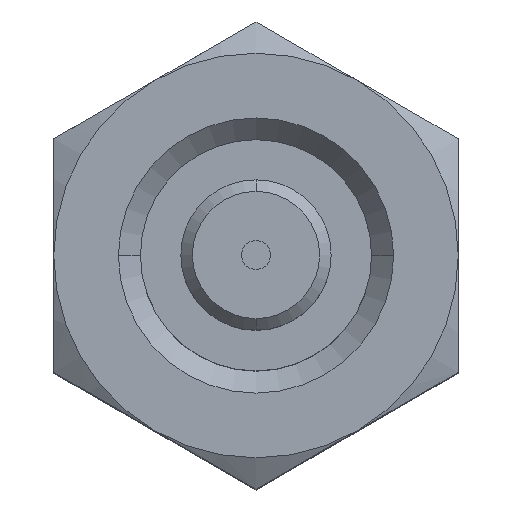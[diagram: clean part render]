
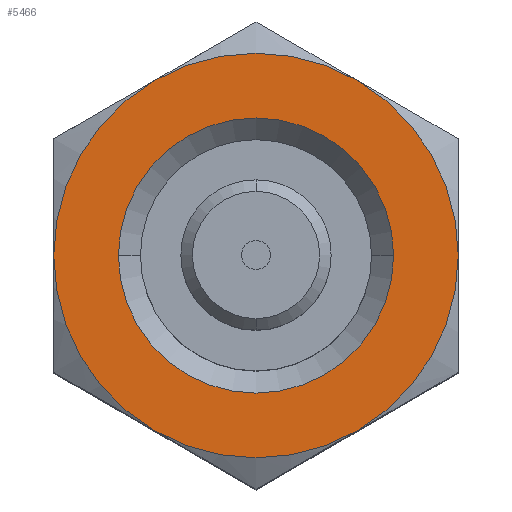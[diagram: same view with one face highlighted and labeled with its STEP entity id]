
A CAD part, top view. The second image highlights one B-rep face of the part: STEP entity #5466.
In plain terms, the highlighted planar face has unit normal (0, 0, 1).
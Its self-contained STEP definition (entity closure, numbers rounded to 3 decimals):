
#832=CARTESIAN_POINT('',(0.,0.,-5.566));
#833=DIRECTION('',(0.,0.,-1.));
#834=DIRECTION('',(0.5,-0.866,0.));
#835=AXIS2_PLACEMENT_3D('',#832,#833,#834);
#837=CARTESIAN_POINT('',(0.,0.,-5.566));
#838=DIRECTION('',(0.,0.,-1.));
#839=DIRECTION('',(0.,-1.,0.));
#840=AXIS2_PLACEMENT_3D('',#837,#838,#839);
#842=CARTESIAN_POINT('',(0.,0.,-5.566));
#843=DIRECTION('',(0.,0.,-1.));
#844=DIRECTION('',(-0.5,-0.866,0.));
#845=AXIS2_PLACEMENT_3D('',#842,#843,#844);
#847=CARTESIAN_POINT('',(0.,0.,-5.566));
#848=DIRECTION('',(0.,0.,-1.));
#849=DIRECTION('',(-1.,0.,0.));
#850=AXIS2_PLACEMENT_3D('',#847,#848,#849);
#852=CARTESIAN_POINT('',(0.,0.,-5.566));
#853=DIRECTION('',(0.,0.,-1.));
#854=DIRECTION('',(-0.5,0.866,0.));
#855=AXIS2_PLACEMENT_3D('',#852,#853,#854);
#857=CARTESIAN_POINT('',(0.,0.,-5.566));
#858=DIRECTION('',(0.,0.,-1.));
#859=DIRECTION('',(0.,1.,0.));
#860=AXIS2_PLACEMENT_3D('',#857,#858,#859);
#862=CARTESIAN_POINT('',(0.,0.,-5.566));
#863=DIRECTION('',(0.,0.,-1.));
#864=DIRECTION('',(0.5,0.866,0.));
#865=AXIS2_PLACEMENT_3D('',#862,#863,#864);
#867=CARTESIAN_POINT('',(0.,0.,-5.566));
#868=DIRECTION('',(0.,0.,-1.));
#869=DIRECTION('',(1.,0.,0.));
#870=AXIS2_PLACEMENT_3D('',#867,#868,#869);
#896=CARTESIAN_POINT('',(-3.5,0.,-5.566));
#920=CARTESIAN_POINT('',(-1.75,3.031,-5.566));
#996=CARTESIAN_POINT('',(0.,0.,-5.566));
#997=DIRECTION('',(0.,0.,-1.));
#998=DIRECTION('',(-1.,0.,0.));
#999=AXIS2_PLACEMENT_3D('',#996,#997,#998);
#1033=CARTESIAN_POINT('',(0.,0.,-5.566));
#1034=DIRECTION('',(0.,0.,-1.));
#1035=DIRECTION('',(1.,0.,0.));
#1036=AXIS2_PLACEMENT_3D('',#1033,#1034,#1035);
#4374=VERTEX_POINT('',#920);
#4375=VERTEX_POINT('',#896);
#4377=CARTESIAN_POINT('',(-1.75,-3.031,-5.566));
#4378=VERTEX_POINT('',#4377);
#4379=CARTESIAN_POINT('',(1.75,3.031,-5.566));
#4380=CARTESIAN_POINT('',(3.5,0.,-5.566));
#4381=VERTEX_POINT('',#4379);
#4382=VERTEX_POINT('',#4380);
#4384=CARTESIAN_POINT('',(1.75,-3.031,-5.566));
#4385=VERTEX_POINT('',#4384);
#4388=CARTESIAN_POINT('',(0.,-3.5,-5.566));
#4389=VERTEX_POINT('',#4388);
#4390=CARTESIAN_POINT('',(0.,3.5,-5.566));
#4391=VERTEX_POINT('',#4390);
#4408=CARTESIAN_POINT('',(2.38,0.,
-5.566));
#4409=VERTEX_POINT('',#4408);
#4410=CARTESIAN_POINT('',(-2.38,0.,
-5.566));
#4411=VERTEX_POINT('',#4410);
#5439=CARTESIAN_POINT('',(0.,0.,-5.566));
#5440=DIRECTION('',(0.,0.,-1.));
#5441=DIRECTION('',(1.,0.,0.));
#5442=AXIS2_PLACEMENT_3D('',#5439,#5440,#5441);
#5443=PLANE('',#5442);
#5444=ORIENTED_EDGE('',*,*,#5427,.T.);
#5445=ORIENTED_EDGE('',*,*,#5425,.T.);
#5447=ORIENTED_EDGE('',*,*,#5446,.T.);
#5449=ORIENTED_EDGE('',*,*,#5448,.T.);
#5451=ORIENTED_EDGE('',*,*,#5450,.T.);
#5453=ORIENTED_EDGE('',*,*,#5452,.T.);
#5455=ORIENTED_EDGE('',*,*,#5454,.T.);
#5457=ORIENTED_EDGE('',*,*,#5456,.T.);
#5458=EDGE_LOOP('',(#5444,#5445,#5447,#5449,#5451,#5453,#5455,#5457));
#5459=FACE_OUTER_BOUND('',#5458,.F.);
#5461=ORIENTED_EDGE('',*,*,#5460,.F.);
#5463=ORIENTED_EDGE('',*,*,#5462,.F.);
#5464=EDGE_LOOP('',(#5461,#5463));
#5465=FACE_BOUND('',#5464,.F.);
#5466=ADVANCED_FACE('',(#5459,#5465),#5443,.F.);
#836=CIRCLE('',#835,3.5);
#841=CIRCLE('',#840,3.5);
#846=CIRCLE('',#845,3.5);
#851=CIRCLE('',#850,3.5);
#856=CIRCLE('',#855,3.5);
#861=CIRCLE('',#860,3.5);
#866=CIRCLE('',#865,3.5);
#871=CIRCLE('',#870,3.5);
#1000=CIRCLE('',#999,2.38);
#1037=CIRCLE('',#1036,2.38);
#5425=EDGE_CURVE('',#4389,#4378,#841,.T.);
#5427=EDGE_CURVE('',#4385,#4389,#836,.T.);
#5446=EDGE_CURVE('',#4378,#4375,#846,.T.);
#5448=EDGE_CURVE('',#4375,#4374,#851,.T.);
#5450=EDGE_CURVE('',#4374,#4391,#856,.T.);
#5452=EDGE_CURVE('',#4391,#4381,#861,.T.);
#5454=EDGE_CURVE('',#4381,#4382,#866,.T.);
#5456=EDGE_CURVE('',#4382,#4385,#871,.T.);
#5460=EDGE_CURVE('',#4411,#4409,#1000,.T.);
#5462=EDGE_CURVE('',#4409,#4411,#1037,.T.);
